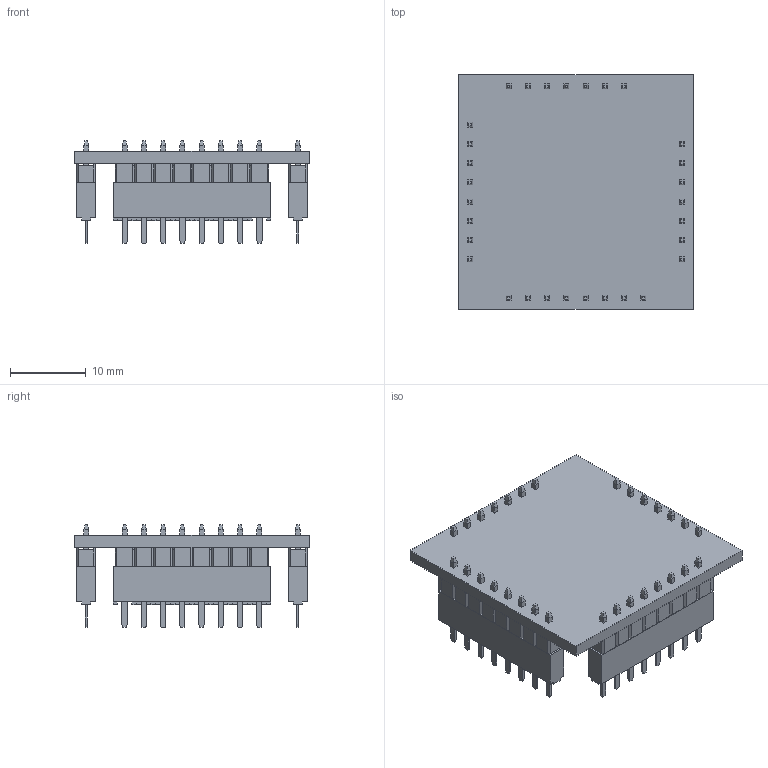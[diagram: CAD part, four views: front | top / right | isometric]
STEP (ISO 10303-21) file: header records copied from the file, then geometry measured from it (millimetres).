
FILE_DESCRIPTION(/* description */ (''),/* implementation_level */ '2;1');
FILE_NAME(/* name */ 'eVY1.step',/* time_stamp */ '2015-12-12T17:24:45+09:00',/* author */ (''),/* organization */ (''),/* preprocessor_version */ 'ST-DEVELOPER v16.2',/* originating_system */ 'Autodesk Translation Framework v4.3.0.2260',/* authorisation */ '');
FILE_SCHEMA (('AUTOMOTIVE_DESIGN { 1 0 10303 214 3 1 1 }'));
Length unit declared in the file: centimetre
Products named in the file (1): eVY1
Bounding box: 31 x 31 x 13.54 mm (x, y, z)
Volume: 2722.6 mm3; surface area: 4989.6 mm2
Topology: 1 solids, 8 shells, 1649 faces, 4213 edges, 2615 vertices
Faces by surface type: plane 1649
Entity records: 48682 total; most frequent: ORIENTED_EDGE 8530, CARTESIAN_POINT 8478, DIRECTION 7513, LINE 4213, VECTOR 4213, EDGE_CURVE 4213, VERTEX_POINT 2615, EDGE_LOOP 1882
